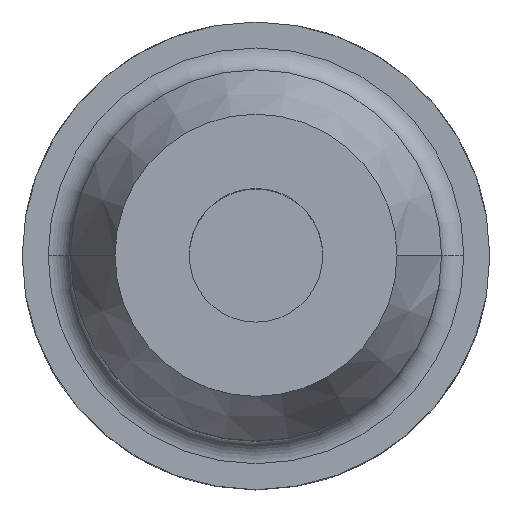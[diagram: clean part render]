
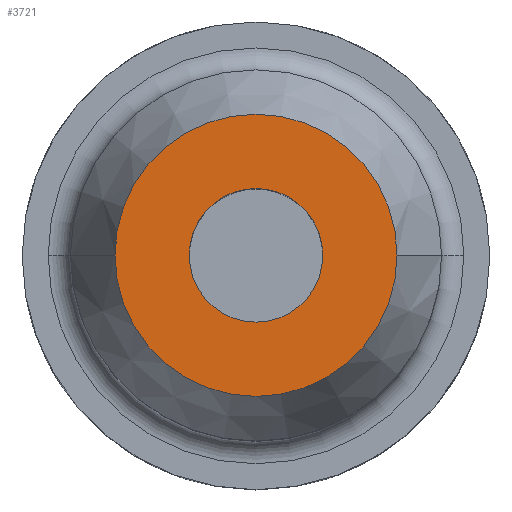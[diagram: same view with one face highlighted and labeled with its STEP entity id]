
A CAD part, top view. The second image highlights one B-rep face of the part: STEP entity #3721.
In plain terms, the highlighted planar face has unit normal (0, 0, 1).
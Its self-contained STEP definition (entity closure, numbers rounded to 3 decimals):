
#101 = CIRCLE ( 'NONE', #4525, 19. ) ;
#108 = ORIENTED_EDGE ( 'NONE', *, *, #1221, .F. ) ;
#144 = VERTEX_POINT ( 'NONE', #247 ) ;
#218 = AXIS2_PLACEMENT_3D ( 'NONE', #2200, #4124, #391 ) ;
#225 = ORIENTED_EDGE ( 'NONE', *, *, #2010, .F. ) ;
#247 = CARTESIAN_POINT ( 'NONE',  ( 19., 0., 65. ) ) ;
#290 = ORIENTED_EDGE ( 'NONE', *, *, #1955, .T. ) ;
#391 = DIRECTION ( 'NONE',  ( -1., 0., 0. ) ) ;
#567 = ORIENTED_EDGE ( 'NONE', *, *, #1237, .T. ) ;
#605 = VERTEX_POINT ( 'NONE', #2230 ) ;
#646 = DIRECTION ( 'NONE',  ( 0., 0., 1. ) ) ;
#648 = CARTESIAN_POINT ( 'NONE',  ( 0., 0., 65. ) ) ;
#701 = FACE_BOUND ( 'NONE', #4483, .T. ) ;
#904 = PLANE ( 'NONE',  #4457 ) ;
#926 = DIRECTION ( 'NONE',  ( 0., 0., -1. ) ) ;
#1098 = CARTESIAN_POINT ( 'NONE',  ( -19., 0., 65. ) ) ;
#1202 = CIRCLE ( 'NONE', #4587, 9. ) ;
#1212 = CARTESIAN_POINT ( 'NONE',  ( -9., 0., 65. ) ) ;
#1221 = EDGE_CURVE ( 'NONE', #144, #4556, #1545, .T. ) ;
#1237 = EDGE_CURVE ( 'NONE', #3593, #605, #3457, .T. ) ;
#1305 = DIRECTION ( 'NONE',  ( -1., 0., 0. ) ) ;
#1545 = CIRCLE ( 'NONE', #2598, 19. ) ;
#1955 = EDGE_CURVE ( 'NONE', #605, #3593, #1202, .T. ) ;
#2010 = EDGE_CURVE ( 'NONE', #4556, #144, #101, .T. ) ;
#2200 = CARTESIAN_POINT ( 'NONE',  ( 0., 0., 65. ) ) ;
#2230 = CARTESIAN_POINT ( 'NONE',  ( 9., 0., 65. ) ) ;
#2598 = AXIS2_PLACEMENT_3D ( 'NONE', #4271, #4287, #4468 ) ;
#3269 = DIRECTION ( 'NONE',  ( 1., 0., 0. ) ) ;
#3457 = CIRCLE ( 'NONE', #218, 9. ) ;
#3568 = CARTESIAN_POINT ( 'NONE',  ( 0., 0., 65. ) ) ;
#3593 = VERTEX_POINT ( 'NONE', #1212 ) ;
#3714 = DIRECTION ( 'NONE',  ( 0., 0., -1. ) ) ;
#3721 = ADVANCED_FACE ( 'NONE', ( #701, #4581 ), #904, .T. ) ;
#3733 = DIRECTION ( 'NONE',  ( -1., 0., 0. ) ) ;
#4124 = DIRECTION ( 'NONE',  ( 0., 0., -1. ) ) ;
#4271 = CARTESIAN_POINT ( 'NONE',  ( 0., 0., 65. ) ) ;
#4287 = DIRECTION ( 'NONE',  ( 0., 0., -1. ) ) ;
#4457 = AXIS2_PLACEMENT_3D ( 'NONE', #4764, #646, #3269 ) ;
#4468 = DIRECTION ( 'NONE',  ( -1., 0., 0. ) ) ;
#4483 = EDGE_LOOP ( 'NONE', ( #567, #290 ) ) ;
#4525 = AXIS2_PLACEMENT_3D ( 'NONE', #3568, #3714, #3733 ) ;
#4538 = EDGE_LOOP ( 'NONE', ( #225, #108 ) ) ;
#4556 = VERTEX_POINT ( 'NONE', #1098 ) ;
#4581 = FACE_OUTER_BOUND ( 'NONE', #4538, .T. ) ;
#4587 = AXIS2_PLACEMENT_3D ( 'NONE', #648, #926, #1305 ) ;
#4764 = CARTESIAN_POINT ( 'NONE',  ( 0., 0., 65. ) ) ;
